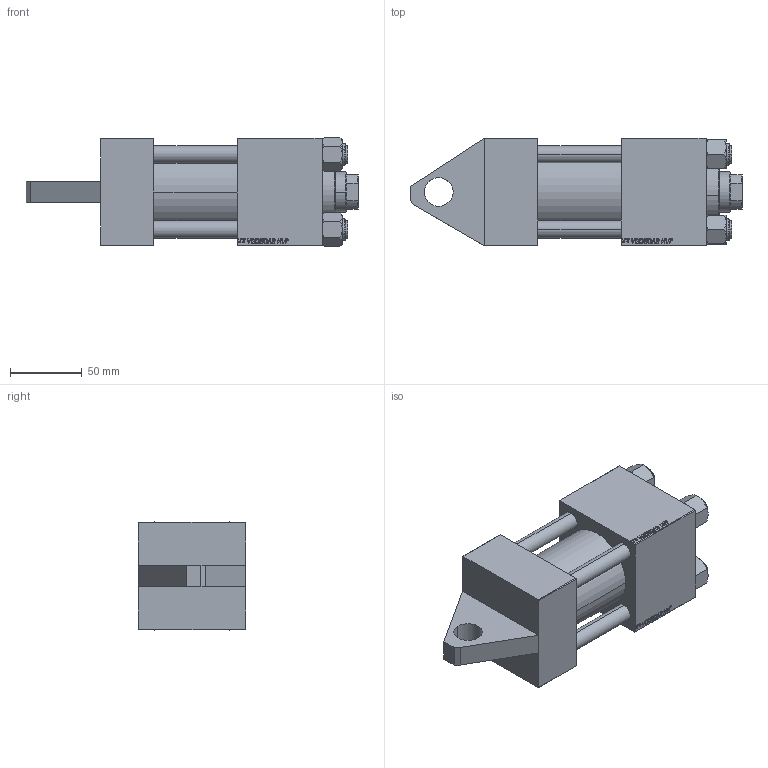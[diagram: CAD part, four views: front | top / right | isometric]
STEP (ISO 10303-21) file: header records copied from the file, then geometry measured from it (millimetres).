
FILE_DESCRIPTION (( 'STEP AP203' ), '1' );
FILE_NAME ('8e5f.STEP', '2022-04-14T11:20:28', ( '' ), ( '' ), 'SwSTEP 2.0', 'SolidWorks 2019', '' );
FILE_SCHEMA (( 'CONFIG_CONTROL_DESIGN' ));
Length unit declared in the file: millimetre
Products named in the file (6): V215CR_VCP_I 22102aaa817d0dc0c5e607c9e3145532; NUT_M5_I 22102aaa817d0dc0c5e607c9e3145532; 8e5f; V215_VC_A 22102aaa817d0dc0c5e607c9e3145532; V215CR_TYCINKA_I 22102aaa817d0dc0c5e607c9e3145532; V215CR_I_Body 22102aaa817d0dc0c5e607c9e3145532
Assembly tree (11 placements, depth 2):
  8e5f
    V215CR_I_Body 22102aaa817d0dc0c5e607c9e3145532
    V215CR_VCP_I 22102aaa817d0dc0c5e607c9e3145532
    V215CR_TYCINKA_I 22102aaa817d0dc0c5e607c9e3145532  x4
    NUT_M5_I 22102aaa817d0dc0c5e607c9e3145532  x4
    V215_VC_A 22102aaa817d0dc0c5e607c9e3145532
Bounding box: 231 x 75 x 75.54 mm (x, y, z)
Volume: 710146 mm3; surface area: 159696.3 mm2
Topology: 11 solids, 11 shells, 1086 faces, 2731 edges, 1767 vertices
Faces by surface type: plane 501, bspline 360, cone 132, cylinder 85, torus 8
Entity records: 46217 total; most frequent: CARTESIAN_POINT 24337, ORIENTED_EDGE 4946, DIRECTION 3147, EDGE_CURVE 2473, VERTEX_POINT 1623, VECTOR 1521, LINE 1521, EDGE_LOOP 1084
